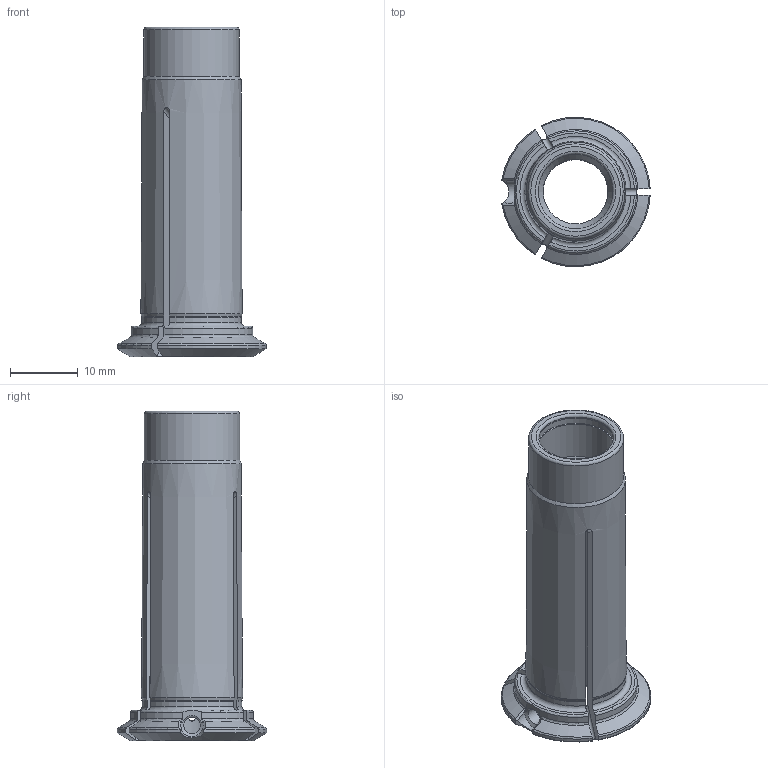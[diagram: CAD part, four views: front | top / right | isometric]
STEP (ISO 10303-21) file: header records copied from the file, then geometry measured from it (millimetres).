
FILE_DESCRIPTION(/* description */ (''),/* implementation_level */ '2;1');
FILE_NAME(/* name */ '171509537.stp',/* time_stamp */ '2021-01-08T12:12:07',/* author */ ('LRA'),/* organization */ ('REGO-FIX'),/* preprocessor_version */ ' Unknown',/* originating_system */ 'SIEMENS PLM Software Solid Edge ST10',/* authorization */ 'Unknown');
FILE_SCHEMA (('AUTOMOTIVE_DESIGN { 1 0 10303 214 2 1 1}'));
Length unit declared in the file: millimetre
Products named in the file (1): NOCUT
Bounding box: 21.85 x 21.99 x 48.5 mm (x, y, z)
Volume: 4776.7 mm3; surface area: 4663.3 mm2
Topology: 1 solids, 1 shells, 82 faces, 243 edges, 160 vertices
Faces by surface type: cylinder 27, torus 26, cone 15, plane 14
Full cylindrical faces by diameter (mm): 2.459 x1, 9.525 x1, 11 x2, 11.4 x1, 14 x1
Entity records: 3374 total; most frequent: CARTESIAN_POINT 722, ORIENTED_EDGE 440, DIRECTION 418, EDGE_CURVE 220, AXIS2_PLACEMENT_3D 180, VERTEX_POINT 152, EDGE_LOOP 102, FACE_BOUND 102
